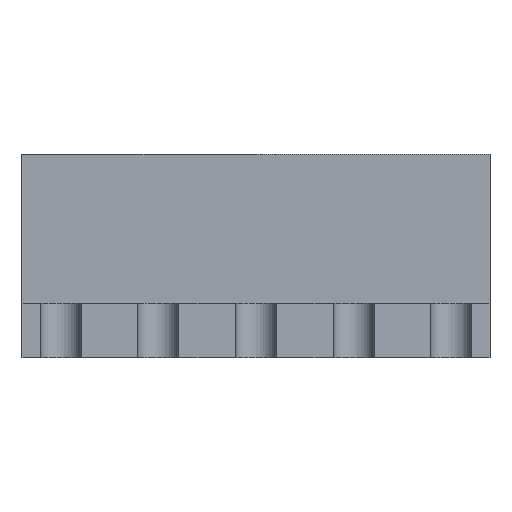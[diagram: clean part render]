
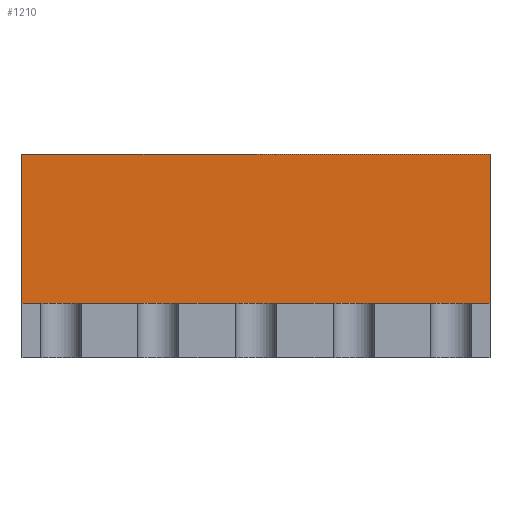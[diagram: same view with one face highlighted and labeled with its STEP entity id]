
A CAD part, front view. The second image highlights one B-rep face of the part: STEP entity #1210.
In plain terms, the highlighted planar face has unit normal (0, -1, 0).
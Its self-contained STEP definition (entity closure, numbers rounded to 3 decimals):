
#1210=ADVANCED_FACE('',(#2371),#2373,.T.);
#2371=FACE_BOUND('',#2372,.T.);
#2372=EDGE_LOOP('',(#3209,#3210,#3211,#3212));
#2373=PLANE('',#2374);
#2374=AXIS2_PLACEMENT_3D('',#2375,#2376,#2377);
#2375=CARTESIAN_POINT('',(0.,1.,0.8));
#2376=DIRECTION('',(0.,-1.,0.));
#2377=DIRECTION('',(1.,0.,0.));
#3209=ORIENTED_EDGE('',*,*,#3866,.T.);
#3210=ORIENTED_EDGE('',*,*,#3867,.T.);
#3211=ORIENTED_EDGE('',*,*,#3540,.F.);
#3212=ORIENTED_EDGE('',*,*,#3863,.F.);
#3540=EDGE_CURVE('',#4048,#4050,#4051,.T.);
#3863=EDGE_CURVE('',#4570,#4048,#4572,.T.);
#3866=EDGE_CURVE('',#4570,#4576,#4577,.T.);
#3867=EDGE_CURVE('',#4576,#4050,#4578,.T.);
#4048=VERTEX_POINT('',#4961);
#4050=VERTEX_POINT('',#4965);
#4051=LINE('',#4966,#4967);
#4570=VERTEX_POINT('',#6281);
#4572=LINE('',#6285,#6286);
#4576=VERTEX_POINT('',#6295);
#4577=LINE('',#6296,#6297);
#4578=LINE('',#6299,#6300);
#4961=CARTESIAN_POINT('',(0.,1.,3.));
#4965=CARTESIAN_POINT('',(6.9,1.,3.));
#4966=CARTESIAN_POINT('',(0.,1.,3.));
#4967=VECTOR('',#4968,1.);
#4968=DIRECTION('',(1.,0.,0.));
#6281=CARTESIAN_POINT('',(0.,1.,0.8));
#6285=CARTESIAN_POINT('',(0.,1.,0.8));
#6286=VECTOR('',#6287,1.);
#6287=DIRECTION('',(0.,0.,1.));
#6295=CARTESIAN_POINT('',(6.9,1.,0.8));
#6296=CARTESIAN_POINT('',(0.,1.,0.8));
#6297=VECTOR('',#6298,1.);
#6298=DIRECTION('',(1.,0.,0.));
#6299=CARTESIAN_POINT('',(6.9,1.,0.8));
#6300=VECTOR('',#6301,1.);
#6301=DIRECTION('',(0.,0.,1.));
